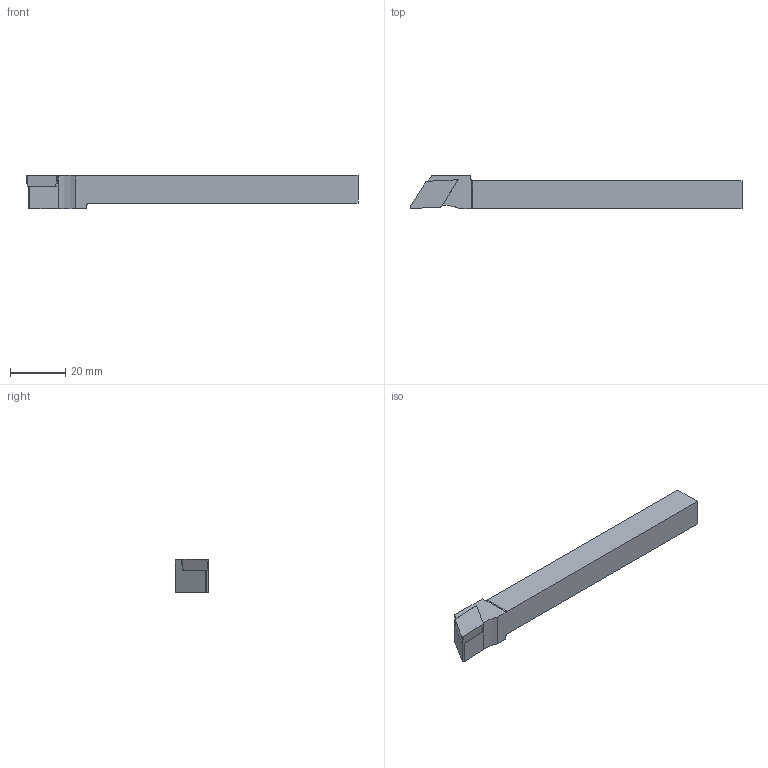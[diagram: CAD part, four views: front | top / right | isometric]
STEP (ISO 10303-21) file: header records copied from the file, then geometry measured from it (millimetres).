
FILE_DESCRIPTION(/* description */ (''),/* implementation_level */ '2;1');
FILE_NAME(/* name */ 'PDJCR-1010-K11-S.stp',/* time_stamp */ '2023-10-02T11:35:50+03:00',/* author */ (''),/* organization */ (''),/* preprocessor_version */ 'ST-DEVELOPER v19.4',/* originating_system */ 'SIEMENS PLM Software NX2306.3001',/* authorisation */ '');
FILE_SCHEMA (('AUTOMOTIVE_DESIGN { 1 0 10303 214 3 1 1 1 }'));
Length unit declared in the file: millimetre
Products named in the file (1): PDJCR-1010-K11-S
Bounding box: 120 x 12 x 12 mm (x, y, z)
Volume: 12201 mm3; surface area: 5394.2 mm2
Topology: 2 solids, 2 shells, 29 faces, 76 edges, 49 vertices
Faces by surface type: plane 20, cylinder 7, cone 2
Entity records: 914 total; most frequent: CARTESIAN_POINT 165, ORIENTED_EDGE 148, DIRECTION 148, EDGE_CURVE 74, LINE 58, VECTOR 58, VERTEX_POINT 49, AXIS2_PLACEMENT_3D 45
